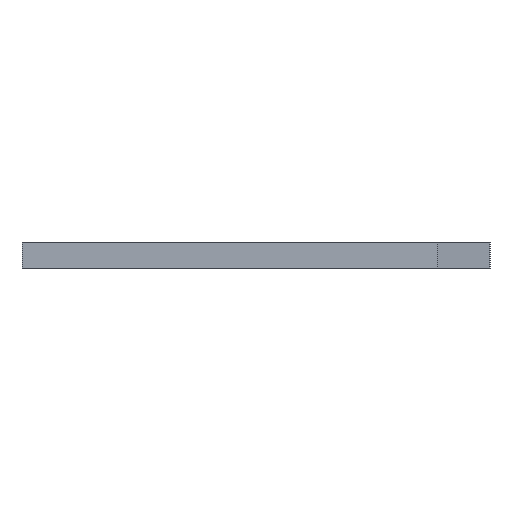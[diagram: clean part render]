
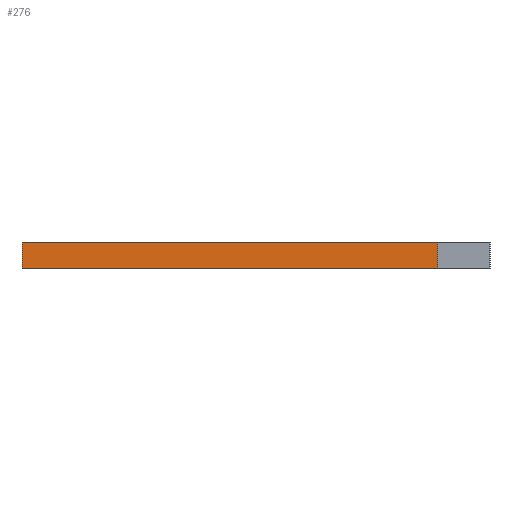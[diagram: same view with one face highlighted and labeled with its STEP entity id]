
A CAD part, left-side view. The second image highlights one B-rep face of the part: STEP entity #276.
In plain terms, the highlighted planar face has unit normal (-1, 0, 0).
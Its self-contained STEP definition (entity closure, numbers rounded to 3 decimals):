
#122 = LINE ( 'NONE', #2401, #3683 ) ;
#222 = EDGE_LOOP ( 'NONE', ( #2495, #657, #2407, #1516 ) ) ;
#276 = ADVANCED_FACE ( 'NONE', ( #2228 ), #3733, .T. ) ;
#456 = EDGE_CURVE ( 'NONE', #1914, #3511, #2067, .T. ) ;
#528 = DIRECTION ( 'NONE',  ( 0., 0., -1. ) ) ;
#597 = CARTESIAN_POINT ( 'NONE',  ( -80., 0., -5. ) ) ;
#657 = ORIENTED_EDGE ( 'NONE', *, *, #2408, .T. ) ;
#687 = VECTOR ( 'NONE', #3057, 1000. ) ;
#877 = DIRECTION ( 'NONE',  ( 0., 0., 1. ) ) ;
#1260 = EDGE_CURVE ( 'NONE', #1914, #3957, #122, .T. ) ;
#1449 = LINE ( 'NONE', #3325, #2505 ) ;
#1516 = ORIENTED_EDGE ( 'NONE', *, *, #1260, .T. ) ;
#1569 = CARTESIAN_POINT ( 'NONE',  ( -80., -40., -5. ) ) ;
#1763 = CARTESIAN_POINT ( 'NONE',  ( -80., 40., 5. ) ) ;
#1914 = VERTEX_POINT ( 'NONE', #1763 ) ;
#2067 = LINE ( 'NONE', #3668, #687 ) ;
#2168 = DIRECTION ( 'NONE',  ( -1., 0., 0. ) ) ;
#2228 = FACE_OUTER_BOUND ( 'NONE', #222, .T. ) ;
#2401 = CARTESIAN_POINT ( 'NONE',  ( -80., 40., 5. ) ) ;
#2407 = ORIENTED_EDGE ( 'NONE', *, *, #456, .F. ) ;
#2408 = EDGE_CURVE ( 'NONE', #2581, #3511, #2853, .T. ) ;
#2462 = DIRECTION ( 'NONE',  ( 0., -1., 0. ) ) ;
#2481 = AXIS2_PLACEMENT_3D ( 'NONE', #597, #2168, #3137 ) ;
#2495 = ORIENTED_EDGE ( 'NONE', *, *, #3527, .T. ) ;
#2505 = VECTOR ( 'NONE', #2462, 1000. ) ;
#2558 = VECTOR ( 'NONE', #877, 1000. ) ;
#2581 = VERTEX_POINT ( 'NONE', #3912 ) ;
#2587 = CARTESIAN_POINT ( 'NONE',  ( -80., -40., 5. ) ) ;
#2853 = LINE ( 'NONE', #1569, #2558 ) ;
#3057 = DIRECTION ( 'NONE',  ( 0., -1., 0. ) ) ;
#3137 = DIRECTION ( 'NONE',  ( 0., 0., 1. ) ) ;
#3325 = CARTESIAN_POINT ( 'NONE',  ( -80., 0., 0. ) ) ;
#3511 = VERTEX_POINT ( 'NONE', #2587 ) ;
#3527 = EDGE_CURVE ( 'NONE', #3957, #2581, #1449, .T. ) ;
#3668 = CARTESIAN_POINT ( 'NONE',  ( -80., 0., 5. ) ) ;
#3683 = VECTOR ( 'NONE', #528, 1000. ) ;
#3733 = PLANE ( 'NONE',  #2481 ) ;
#3912 = CARTESIAN_POINT ( 'NONE',  ( -80., -40., 0. ) ) ;
#3947 = CARTESIAN_POINT ( 'NONE',  ( -80., 40., 0. ) ) ;
#3957 = VERTEX_POINT ( 'NONE', #3947 ) ;
